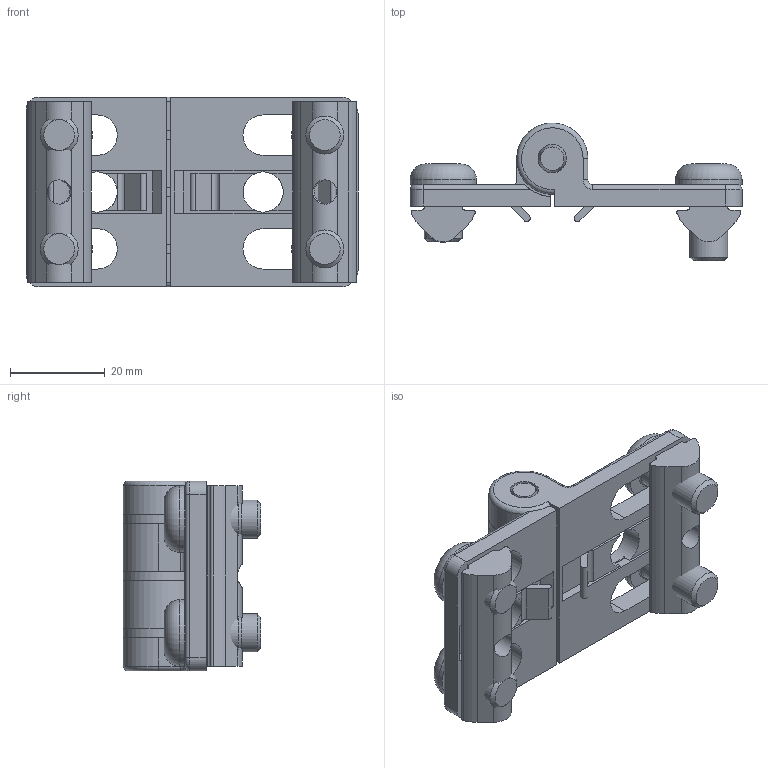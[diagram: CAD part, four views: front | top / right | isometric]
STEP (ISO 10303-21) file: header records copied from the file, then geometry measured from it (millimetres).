
FILE_DESCRIPTION((''),'2;1');
FILE_NAME('SZ0724S_A.stp','2013-08-27T07:40:53',('janine behrens'),(''),'Autodesk Inventor 2012','Autodesk Inventor 2012','');
FILE_SCHEMA(('AUTOMOTIVE_DESIGN { 1 0 10303 214 1 1 1 1 }'));
Length unit declared in the file: millimetre
Products named in the file (9): SZ0724S_A; SZ0718S_A; MK8400430-A; ME2108440_A; MK8400433-A; ME2108084_A; ISO 7380 M8 x 16; ISO 7380 M8 x 12; ME1630122_A
Assembly tree (13 placements, depth 3):
  SZ0724S_A
    SZ0718S_A
      MK8400430-A
      ME2108440_A
      MK8400433-A
      ME2108084_A  x3
    ISO 7380 M8 x 16  x2
    ISO 7380 M8 x 12  x2
    ME1630122_A  x2
Bounding box: 70 x 29 x 40 mm (x, y, z)
Volume: 24297.8 mm3; surface area: 18749.1 mm2
Topology: 12 solids, 12 shells, 249 faces, 629 edges, 402 vertices
Faces by surface type: plane 118, cylinder 94, torus 19, cone 18
Full cylindrical faces by diameter (mm): 4.5 x2, 5.1 x2, 5.85 x3, 6 x8, 6.647 x4, 8 x4, 8.5 x2, 14 x4, 15 x3
Entity records: 5846 total; most frequent: CARTESIAN_POINT 1100, DIRECTION 986, ORIENTED_EDGE 866, EDGE_CURVE 433, AXIS2_PLACEMENT_3D 367, VERTEX_POINT 299, VECTOR 252, LINE 252
